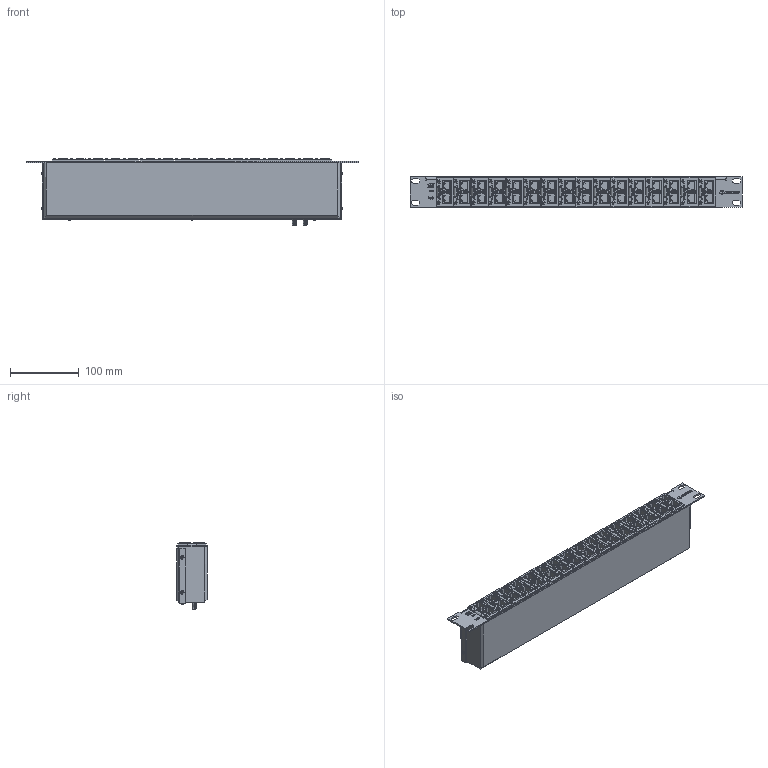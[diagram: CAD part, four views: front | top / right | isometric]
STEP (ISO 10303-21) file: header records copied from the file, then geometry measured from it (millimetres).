
FILE_DESCRIPTION (( 'STEP AP214' ), '1' );
FILE_NAME ('1101-984-E.STEP', '2019-01-16T20:02:48', ( '' ), ( '' ), 'SwSTEP 2.0', 'SolidWorks 2018', '' );
FILE_SCHEMA (( 'AUTOMOTIVE_DESIGN' ));
Length unit declared in the file: inch
Products named in the file (211): 2500-286; 121-500-001_.175 Mat''l Thickness; 1200-201^1000-1268-F1.25; 2102-306; 2004-172^2004-172-5; PEM FH-0420-8; 8050-496^1000-1268-F1.25; 1000-1254 top^1000-1254; 1800-807^1000-1268-F1.25; PEM SO-440-10 ZI--S; 1201-432^1000-1268-F1.25; 1000-1268-F1.25; 1400-661^1000-1268-F1.25; 121-500-001; 1000-1254 Base^1000-1254_Base_1000-1254; 2004-172-5; 2003-1052-3; 1101-984-E; PEM SO-440-10 ZI--S_PEM SO-440-10 ZI--S; 2250-916-F1.25; 2003-2561; 1000-1254_Base^1000-1254; 1000-1254
Assembly tree (101 placements, depth 4):
  2500-286
  2500-286
  2500-286
  1200-201^1000-1268-F1.25
  1200-201^1000-1268-F1.25
Bounding box: 482.6 x 44.5 x 97.22 mm (x, y, z)
Volume: 343033.2 mm3; surface area: 352222.9 mm2
Topology: 116 solids, 116 shells, 15191 faces, 39121 edges, 25250 vertices
Faces by surface type: plane 7977, cylinder 3410, bspline 2162, cone 1284, torus 294, sphere 64
Entity records: 121552 total; most frequent: CARTESIAN_POINT 45452, ORIENTED_EDGE 12010, DIRECTION 9294, EDGE_CURVE 6005, VECTOR 3996, LINE 3996, VERTEX_POINT 3881, AXIS2_PLACEMENT_3D 2649
